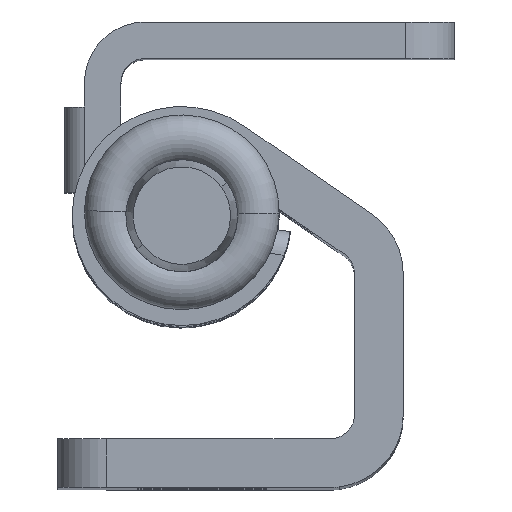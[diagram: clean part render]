
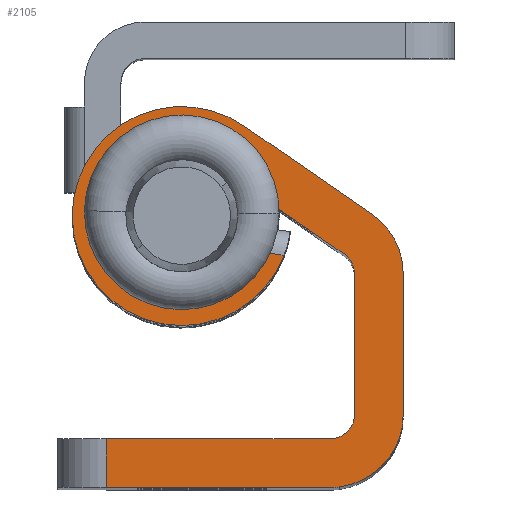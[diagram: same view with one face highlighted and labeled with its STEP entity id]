
A CAD part, top view. The second image highlights one B-rep face of the part: STEP entity #2105.
In plain terms, the highlighted planar face has unit normal (0, 0, 1).
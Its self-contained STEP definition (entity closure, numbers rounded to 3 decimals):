
#46 = VERTEX_POINT ( 'NONE', #2317 ) ;
#49 = DIRECTION ( 'NONE',  ( 0., 0., -1. ) ) ;
#116 = VERTEX_POINT ( 'NONE', #2909 ) ;
#133 = VERTEX_POINT ( 'NONE', #342 ) ;
#142 = CARTESIAN_POINT ( 'NONE',  ( -83.638, 15.367, 64.689 ) ) ;
#185 = CARTESIAN_POINT ( 'NONE',  ( -83.638, 15.367, 64.689 ) ) ;
#191 = AXIS2_PLACEMENT_3D ( 'NONE', #1003, #2807, #506 ) ;
#198 = CARTESIAN_POINT ( 'NONE',  ( -88.738, 6.217, 64.689 ) ) ;
#200 = DIRECTION ( 'NONE',  ( 0., -1., 0. ) ) ;
#201 = DIRECTION ( 'NONE',  ( 0., 0., -1. ) ) ;
#216 = LINE ( 'NONE', #2141, #539 ) ;
#220 = CARTESIAN_POINT ( 'NONE',  ( -77.538, 12.99, 64.689 ) ) ;
#237 = ORIENTED_EDGE ( 'NONE', *, *, #935, .T. ) ;
#247 = CARTESIAN_POINT ( 'NONE',  ( -74.538, 14.567, 64.689 ) ) ;
#293 = VERTEX_POINT ( 'NONE', #1782 ) ;
#322 = CARTESIAN_POINT ( 'NONE',  ( -86.738, 4.217, 64.689 ) ) ;
#339 = CARTESIAN_POINT ( 'NONE',  ( -88.738, 4.067, 64.689 ) ) ;
#342 = CARTESIAN_POINT ( 'NONE',  ( -76.538, 12.99, 64.689 ) ) ;
#358 = CARTESIAN_POINT ( 'NONE',  ( -88.738, 4.217, 64.689 ) ) ;
#364 = CARTESIAN_POINT ( 'NONE',  ( -77.538, 7.217, 64.689 ) ) ;
#365 = VERTEX_POINT ( 'NONE', #1293 ) ;
#385 = DIRECTION ( 'NONE',  ( 1., 0., 0. ) ) ;
#389 = DIRECTION ( 'NONE',  ( 0.824, -0.567, 0. ) ) ;
#392 = EDGE_CURVE ( 'NONE', #798, #116, #1793, .T. ) ;
#396 = AXIS2_PLACEMENT_3D ( 'NONE', #2907, #201, #1138 ) ;
#422 = CIRCLE ( 'NONE', #2586, 3. ) ;
#425 = DIRECTION ( 'NONE',  ( -1., 0., 0. ) ) ;
#443 = EDGE_LOOP ( 'NONE', ( #237, #2300, #894, #2682, #1720, #569, #1107, #1722, #2138, #2834, #1859, #2602, #2255, #1093, #953, #2445, #2158, #728 ) ) ;
#478 = DIRECTION ( 'NONE',  ( 0., 1., 0. ) ) ;
#494 = EDGE_CURVE ( 'NONE', #1345, #557, #2279, .T. ) ;
#502 = EDGE_CURVE ( 'NONE', #2722, #1345, #2910, .T. ) ;
#505 = AXIS2_PLACEMENT_3D ( 'NONE', #364, #764, #1908 ) ;
#506 = DIRECTION ( 'NONE',  ( -1., 0., 0. ) ) ;
#536 = EDGE_CURVE ( 'NONE', #669, #2798, #1727, .T. ) ;
#539 = VECTOR ( 'NONE', #478, 1000. ) ;
#557 = VERTEX_POINT ( 'NONE', #2310 ) ;
#569 = ORIENTED_EDGE ( 'NONE', *, *, #502, .F. ) ;
#621 = CARTESIAN_POINT ( 'NONE',  ( -83.638, 15.367, 64.689 ) ) ;
#646 = CARTESIAN_POINT ( 'NONE',  ( -77.538, 7.217, 64.689 ) ) ;
#669 = VERTEX_POINT ( 'NONE', #322 ) ;
#717 = DIRECTION ( 'NONE',  ( 0., -1., 0. ) ) ;
#728 = ORIENTED_EDGE ( 'NONE', *, *, #2781, .F. ) ;
#759 = AXIS2_PLACEMENT_3D ( 'NONE', #185, #2256, #2656 ) ;
#764 = DIRECTION ( 'NONE',  ( 0., 0., -1. ) ) ;
#778 = CIRCLE ( 'NONE', #2757, 3. ) ;
#781 = CIRCLE ( 'NONE', #396, 2.5 ) ;
#789 = FACE_OUTER_BOUND ( 'NONE', #443, .T. ) ;
#798 = VERTEX_POINT ( 'NONE', #2659 ) ;
#828 = EDGE_CURVE ( 'NONE', #557, #1555, #1131, .T. ) ;
#865 = CARTESIAN_POINT ( 'NONE',  ( -77.176, 4.225, 64.689 ) ) ;
#869 = EDGE_CURVE ( 'NONE', #133, #798, #1431, .T. ) ;
#894 = ORIENTED_EDGE ( 'NONE', *, *, #1917, .T. ) ;
#935 = EDGE_CURVE ( 'NONE', #2670, #365, #1404, .T. ) ;
#953 = ORIENTED_EDGE ( 'NONE', *, *, #536, .T. ) ;
#963 = AXIS2_PLACEMENT_3D ( 'NONE', #2113, #49, #982 ) ;
#966 = DIRECTION ( 'NONE',  ( 0., 1., 0. ) ) ;
#982 = DIRECTION ( 'NONE',  ( 1., 0., 0. ) ) ;
#1003 = CARTESIAN_POINT ( 'NONE',  ( -77.388, 7.217, 64.689 ) ) ;
#1093 = ORIENTED_EDGE ( 'NONE', *, *, #1472, .T. ) ;
#1106 = DIRECTION ( 'NONE',  ( 0., 0., -1. ) ) ;
#1107 = ORIENTED_EDGE ( 'NONE', *, *, #2772, .T. ) ;
#1131 = CIRCLE ( 'NONE', #1510, 4.5 ) ;
#1138 = DIRECTION ( 'NONE',  ( -1., 0., 0. ) ) ;
#1186 = AXIS2_PLACEMENT_3D ( 'NONE', #339, #1725, #2642 ) ;
#1229 = CARTESIAN_POINT ( 'NONE',  ( -77.176, 4.239, 64.689 ) ) ;
#1246 = CIRCLE ( 'NONE', #963, 1. ) ;
#1291 = DIRECTION ( 'NONE',  ( 0.99, -0.142, 0. ) ) ;
#1293 = CARTESIAN_POINT ( 'NONE',  ( -74.538, 12.99, 64.689 ) ) ;
#1336 = DIRECTION ( 'NONE',  ( -1., 0., 0. ) ) ;
#1345 = VERTEX_POINT ( 'NONE', #1364 ) ;
#1358 = VERTEX_POINT ( 'NONE', #2035 ) ;
#1364 = CARTESIAN_POINT ( 'NONE',  ( -79.437, 13.755, 64.689 ) ) ;
#1366 = VECTOR ( 'NONE', #966, 1000. ) ;
#1402 = VERTEX_POINT ( 'NONE', #865 ) ;
#1404 = LINE ( 'NONE', #1418, #1366 ) ;
#1418 = CARTESIAN_POINT ( 'NONE',  ( -74.538, 4.217, 64.689 ) ) ;
#1431 = LINE ( 'NONE', #2571, #2372 ) ;
#1469 = VECTOR ( 'NONE', #1291, 1000. ) ;
#1472 = EDGE_CURVE ( 'NONE', #293, #669, #2020, .T. ) ;
#1482 = EDGE_CURVE ( 'NONE', #1402, #1918, #216, .T. ) ;
#1502 = EDGE_CURVE ( 'NONE', #1402, #2798, #1780, .T. ) ;
#1510 = AXIS2_PLACEMENT_3D ( 'NONE', #621, #1794, #1336 ) ;
#1526 = DIRECTION ( 'NONE',  ( 0., 0., -1. ) ) ;
#1551 = LINE ( 'NONE', #2473, #2258 ) ;
#1555 = VERTEX_POINT ( 'NONE', #2093 ) ;
#1720 = ORIENTED_EDGE ( 'NONE', *, *, #494, .F. ) ;
#1722 = ORIENTED_EDGE ( 'NONE', *, *, #2124, .T. ) ;
#1725 = DIRECTION ( 'NONE',  ( 0., 0., 1. ) ) ;
#1727 = LINE ( 'NONE', #358, #2376 ) ;
#1780 = CIRCLE ( 'NONE', #191, 3. ) ;
#1782 = CARTESIAN_POINT ( 'NONE',  ( -86.738, 6.217, 64.689 ) ) ;
#1793 = CIRCLE ( 'NONE', #505, 1. ) ;
#1794 = DIRECTION ( 'NONE',  ( 0., 0., -1. ) ) ;
#1808 = EDGE_CURVE ( 'NONE', #365, #1358, #778, .T. ) ;
#1859 = ORIENTED_EDGE ( 'NONE', *, *, #869, .T. ) ;
#1861 = VERTEX_POINT ( 'NONE', #2044 ) ;
#1908 = DIRECTION ( 'NONE',  ( 1., 0., 0. ) ) ;
#1917 = EDGE_CURVE ( 'NONE', #1358, #1555, #2801, .T. ) ;
#1918 = VERTEX_POINT ( 'NONE', #1229 ) ;
#1922 = CARTESIAN_POINT ( 'NONE',  ( -74.538, 7.217, 64.689 ) ) ;
#1978 = DIRECTION ( 'NONE',  ( -1., 0., 0. ) ) ;
#1991 = DIRECTION ( 'NONE',  ( 0., 0., 1. ) ) ;
#2020 = LINE ( 'NONE', #2495, #2072 ) ;
#2035 = CARTESIAN_POINT ( 'NONE',  ( -75.838, 15.461, 64.689 ) ) ;
#2044 = CARTESIAN_POINT ( 'NONE',  ( -76.971, 13.814, 64.689 ) ) ;
#2072 = VECTOR ( 'NONE', #200, 1000. ) ;
#2093 = CARTESIAN_POINT ( 'NONE',  ( -81.087, 19.074, 64.689 ) ) ;
#2105 = ADVANCED_FACE ( 'NONE', ( #789 ), #2436, .T. ) ;
#2113 = CARTESIAN_POINT ( 'NONE',  ( -77.538, 12.99, 64.689 ) ) ;
#2124 = EDGE_CURVE ( 'NONE', #2982, #46, #781, .T. ) ;
#2138 = ORIENTED_EDGE ( 'NONE', *, *, #2431, .T. ) ;
#2141 = CARTESIAN_POINT ( 'NONE',  ( -77.176, 4.217, 64.689 ) ) ;
#2158 = ORIENTED_EDGE ( 'NONE', *, *, #1482, .T. ) ;
#2190 = DIRECTION ( 'NONE',  ( 1., 0., 0. ) ) ;
#2255 = ORIENTED_EDGE ( 'NONE', *, *, #2568, .T. ) ;
#2256 = DIRECTION ( 'NONE',  ( 0., 0., -1. ) ) ;
#2258 = VECTOR ( 'NONE', #389, 1000. ) ;
#2264 = LINE ( 'NONE', #198, #2598 ) ;
#2279 = CIRCLE ( 'NONE', #2908, 4.5 ) ;
#2300 = ORIENTED_EDGE ( 'NONE', *, *, #1808, .T. ) ;
#2310 = CARTESIAN_POINT ( 'NONE',  ( -88.138, 15.367, 64.689 ) ) ;
#2317 = CARTESIAN_POINT ( 'NONE',  ( -82.221, 17.427, 64.689 ) ) ;
#2329 = DIRECTION ( 'NONE',  ( -0.824, 0.567, 0. ) ) ;
#2372 = VECTOR ( 'NONE', #717, 1000. ) ;
#2376 = VECTOR ( 'NONE', #2190, 1000. ) ;
#2431 = EDGE_CURVE ( 'NONE', #46, #1861, #1551, .T. ) ;
#2436 = PLANE ( 'NONE',  #1186 ) ;
#2445 = ORIENTED_EDGE ( 'NONE', *, *, #1502, .F. ) ;
#2473 = CARTESIAN_POINT ( 'NONE',  ( -82.221, 17.427, 64.689 ) ) ;
#2495 = CARTESIAN_POINT ( 'NONE',  ( -86.738, 4.217, 64.689 ) ) ;
#2502 = CARTESIAN_POINT ( 'NONE',  ( -77.388, 4.217, 64.689 ) ) ;
#2568 = EDGE_CURVE ( 'NONE', #116, #293, #2264, .T. ) ;
#2571 = CARTESIAN_POINT ( 'NONE',  ( -76.538, 4.217, 64.689 ) ) ;
#2584 = CARTESIAN_POINT ( 'NONE',  ( -81.512, 14.053, 64.689 ) ) ;
#2586 = AXIS2_PLACEMENT_3D ( 'NONE', #646, #1106, #425 ) ;
#2598 = VECTOR ( 'NONE', #2799, 1000. ) ;
#2602 = ORIENTED_EDGE ( 'NONE', *, *, #392, .T. ) ;
#2642 = DIRECTION ( 'NONE',  ( 1., 0., 0. ) ) ;
#2656 = DIRECTION ( 'NONE',  ( -1., 0., 0. ) ) ;
#2659 = CARTESIAN_POINT ( 'NONE',  ( -76.538, 7.217, 64.689 ) ) ;
#2670 = VERTEX_POINT ( 'NONE', #1922 ) ;
#2676 = CARTESIAN_POINT ( 'NONE',  ( -81.512, 14.053, 64.689 ) ) ;
#2682 = ORIENTED_EDGE ( 'NONE', *, *, #828, .F. ) ;
#2722 = VERTEX_POINT ( 'NONE', #2584 ) ;
#2747 = EDGE_CURVE ( 'NONE', #1861, #133, #1246, .T. ) ;
#2757 = AXIS2_PLACEMENT_3D ( 'NONE', #220, #1991, #385 ) ;
#2772 = EDGE_CURVE ( 'NONE', #2722, #2982, #2785, .T. ) ;
#2779 = CARTESIAN_POINT ( 'NONE',  ( -86.138, 15.367, 64.689 ) ) ;
#2781 = EDGE_CURVE ( 'NONE', #2670, #1918, #422, .T. ) ;
#2785 = CIRCLE ( 'NONE', #759, 2.5 ) ;
#2798 = VERTEX_POINT ( 'NONE', #2502 ) ;
#2799 = DIRECTION ( 'NONE',  ( -1., 0., 0. ) ) ;
#2801 = LINE ( 'NONE', #247, #2886 ) ;
#2807 = DIRECTION ( 'NONE',  ( 0., 0., -1. ) ) ;
#2834 = ORIENTED_EDGE ( 'NONE', *, *, #2747, .T. ) ;
#2886 = VECTOR ( 'NONE', #2329, 1000. ) ;
#2907 = CARTESIAN_POINT ( 'NONE',  ( -83.638, 15.367, 64.689 ) ) ;
#2908 = AXIS2_PLACEMENT_3D ( 'NONE', #142, #1526, #1978 ) ;
#2909 = CARTESIAN_POINT ( 'NONE',  ( -77.538, 6.217, 64.689 ) ) ;
#2910 = LINE ( 'NONE', #2676, #1469 ) ;
#2982 = VERTEX_POINT ( 'NONE', #2779 ) ;
